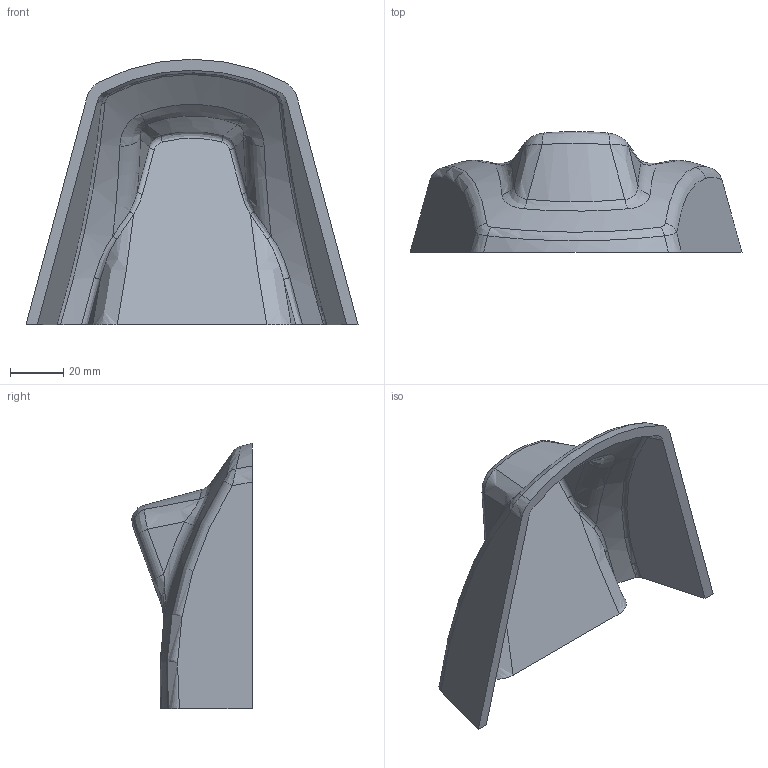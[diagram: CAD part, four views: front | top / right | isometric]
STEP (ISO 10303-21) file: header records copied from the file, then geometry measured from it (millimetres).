
FILE_DESCRIPTION(('Open CASCADE Model'),'2;1');
FILE_NAME('Open CASCADE Shape Model','2019-06-04T16:21:43',('Author'),( 'Open CASCADE'),'Open CASCADE STEP processor 7.3','Open CASCADE 7.3' ,'Unknown');
FILE_SCHEMA(('AUTOMOTIVE_DESIGN { 1 0 10303 214 1 1 1 1 }'));
Length unit declared in the file: millimetre
Products named in the file (1): Open CASCADE STEP translator 7.3 3
Bounding box: 125 x 45.41 x 100 mm (x, y, z)
Volume: 59081.3 mm3; surface area: 31388.3 mm2
Topology: 1 solids, 1 shells, 82 faces, 200 edges, 120 vertices
Faces by surface type: bspline 52, plane 12, torus 10, cylinder 4, sphere 2, cone 2
Entity records: 15377 total; most frequent: CARTESIAN_POINT 11579, B_SPLINE_CURVE_WITH_KNOTS 410, ORIENTED_EDGE 400, PCURVE 400, DEFINITIONAL_REPRESENTATION 400, DIRECTION 314, EDGE_CURVE 200, SURFACE_CURVE 200
